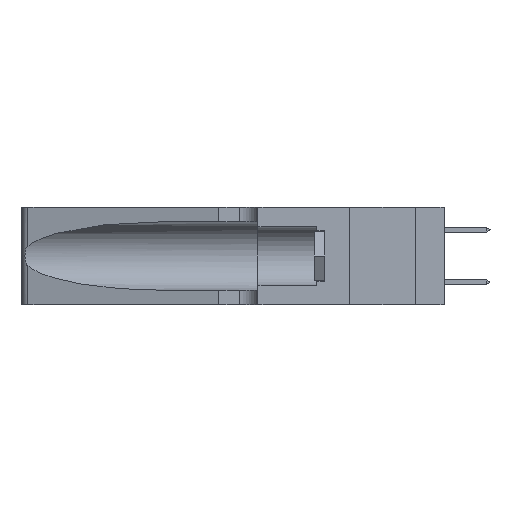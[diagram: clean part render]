
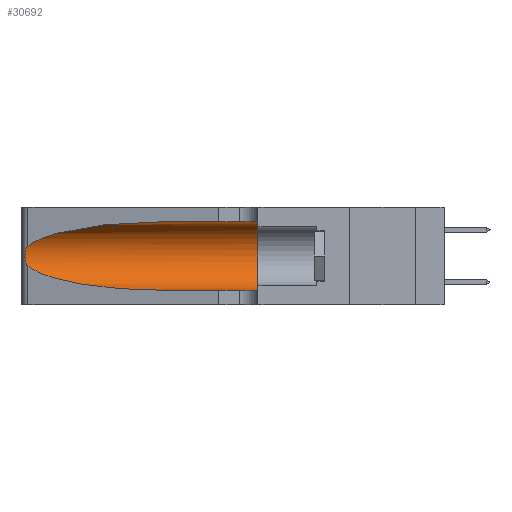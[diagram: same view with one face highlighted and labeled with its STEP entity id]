
A CAD part, left-side view. The second image highlights one B-rep face of the part: STEP entity #30692.
In plain terms, the highlighted cylindrical face has radius 3.308 mm (diameter 6.617 mm), a partial arc.
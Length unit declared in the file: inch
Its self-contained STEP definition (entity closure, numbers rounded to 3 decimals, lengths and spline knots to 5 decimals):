
#727 =( BOUNDED_CURVE ( )  B_SPLINE_CURVE ( 3, ( #28175, #27436, #21818, #20176 ),
 .UNSPECIFIED., .F., .F. ) 
 B_SPLINE_CURVE_WITH_KNOTS ( ( 4, 4 ),
 ( 3.44316, 4.71239 ),
 .UNSPECIFIED. ) 
 CURVE ( )  GEOMETRIC_REPRESENTATION_ITEM ( )  RATIONAL_B_SPLINE_CURVE ( ( 1., 0.87, 0.87, 1. ) ) 
 REPRESENTATION_ITEM ( '' )  );
#840 = CARTESIAN_POINT ( 'NONE',  ( 0.18966, 0.96281, 0.31525 ) ) ;
#2149 = EDGE_CURVE ( 'NONE', #22678, #13721, #17356, .T. ) ;
#2483 = CARTESIAN_POINT ( 'NONE',  ( 0.26075, 1.23896, 0.19203 ) ) ;
#2701 = CARTESIAN_POINT ( 'NONE',  ( 0.26075, 1.23896, 0.178 ) ) ;
#2811 = CARTESIAN_POINT ( 'NONE',  ( 0.26018, 1.23835, 0.19895 ) ) ;
#3131 = ORIENTED_EDGE ( 'NONE', *, *, #22212, .T. ) ;
#4338 = CARTESIAN_POINT ( 'NONE',  ( 0.1305, 0.35, 0.185 ) ) ;
#4978 = CIRCLE ( 'NONE', #20262, 0.13025 ) ;
#5413 = VERTEX_POINT ( 'NONE', #30669 ) ;
#5635 = VERTEX_POINT ( 'NONE', #16348 ) ;
#6277 = ORIENTED_EDGE ( 'NONE', *, *, #15899, .T. ) ;
#7448 = AXIS2_PLACEMENT_3D ( 'NONE', #31575, #29043, #31346 ) ;
#7890 = CARTESIAN_POINT ( 'NONE',  ( 0.25787, 1.23484, 0.2124 ) ) ;
#8425 = CARTESIAN_POINT ( 'NONE',  ( 0.1305, 1.61858, 0.05475 ) ) ;
#10578 = B_SPLINE_CURVE_WITH_KNOTS ( 'NONE', 3,
 ( #25920, #15293, #34013, #7890, #21560, #2811, #2483, #2701, #32225, #21327, #16195, #26977, #26870, #24297 ),
 .UNSPECIFIED., .F., .F.,
 ( 4, 2, 2, 2, 2, 2, 4 ),
 ( 0., 0.00027, 0.00053, 0.00107, 0.0016, 0.00187, 0.00214 ),
 .UNSPECIFIED. ) ;
#11005 = VERTEX_POINT ( 'NONE', #19491 ) ;
#11093 = CYLINDRICAL_SURFACE ( 'NONE', #7448, 0.13025 ) ;
#11724 = CARTESIAN_POINT ( 'NONE',  ( 0.2373, 1.15595, 0.28018 ) ) ;
#11807 = CARTESIAN_POINT ( 'NONE',  ( 0.1305, 0.72297, 0.05475 ) ) ;
#13249 = EDGE_CURVE ( 'NONE', #5413, #11005, #4978, .T. ) ;
#13721 = VERTEX_POINT ( 'NONE', #15546 ) ;
#15091 = VERTEX_POINT ( 'NONE', #11807 ) ;
#15282 = DIRECTION ( 'NONE',  ( 0., -1., 0. ) ) ;
#15293 = CARTESIAN_POINT ( 'NONE',  ( 0.25555, 1.22994, 0.2215 ) ) ;
#15546 = CARTESIAN_POINT ( 'NONE',  ( 0.25487, 1.22718, 0.22369 ) ) ;
#15899 = EDGE_CURVE ( 'NONE', #5635, #15091, #727, .T. ) ;
#16195 = CARTESIAN_POINT ( 'NONE',  ( 0.25789, 1.23486, 0.15765 ) ) ;
#16348 = CARTESIAN_POINT ( 'NONE',  ( 0.25487, 1.22718, 0.14631 ) ) ;
#16555 = CARTESIAN_POINT ( 'NONE',  ( 0.1305, 0.72297, 0.31525 ) ) ;
#16971 = CARTESIAN_POINT ( 'NONE',  ( 0.1305, 0.72297, 0.31525 ) ) ;
#16981 = EDGE_CURVE ( 'NONE', #13721, #5635, #10578, .T. ) ;
#17212 = EDGE_CURVE ( 'NONE', #22678, #5413, #25240, .T. ) ;
#17356 =( BOUNDED_CURVE ( )  B_SPLINE_CURVE ( 3, ( #16971, #840, #11724, #19236 ),
 .UNSPECIFIED., .F., .F. ) 
 B_SPLINE_CURVE_WITH_KNOTS ( ( 4, 4 ),
 ( 1.5708, 2.84003 ),
 .UNSPECIFIED. ) 
 CURVE ( )  GEOMETRIC_REPRESENTATION_ITEM ( )  RATIONAL_B_SPLINE_CURVE ( ( 1., 0.87, 0.87, 1. ) ) 
 REPRESENTATION_ITEM ( '' )  );
#17949 = CARTESIAN_POINT ( 'NONE',  ( 0.1305, 1.61858, 0.31525 ) ) ;
#18149 = ORIENTED_EDGE ( 'NONE', *, *, #17212, .F. ) ;
#19236 = CARTESIAN_POINT ( 'NONE',  ( 0.25487, 1.22718, 0.22369 ) ) ;
#19491 = CARTESIAN_POINT ( 'NONE',  ( 0.1305, 0.35, 0.05475 ) ) ;
#20176 = CARTESIAN_POINT ( 'NONE',  ( 0.1305, 0.72297, 0.05475 ) ) ;
#20262 = AXIS2_PLACEMENT_3D ( 'NONE', #4338, #23103, #22604 ) ;
#21327 = CARTESIAN_POINT ( 'NONE',  ( 0.25856, 1.23593, 0.16098 ) ) ;
#21560 = CARTESIAN_POINT ( 'NONE',  ( 0.25854, 1.2359, 0.20912 ) ) ;
#21818 = CARTESIAN_POINT ( 'NONE',  ( 0.18966, 0.96281, 0.05475 ) ) ;
#22092 = ORIENTED_EDGE ( 'NONE', *, *, #13249, .F. ) ;
#22212 = EDGE_CURVE ( 'NONE', #15091, #11005, #30090, .T. ) ;
#22604 = DIRECTION ( 'NONE',  ( 0., 0., 1. ) ) ;
#22678 = VERTEX_POINT ( 'NONE', #16555 ) ;
#23103 = DIRECTION ( 'NONE',  ( 0., 1., 0. ) ) ;
#24297 = CARTESIAN_POINT ( 'NONE',  ( 0.25487, 1.22718, 0.14631 ) ) ;
#24370 = ORIENTED_EDGE ( 'NONE', *, *, #2149, .T. ) ;
#24850 = VECTOR ( 'NONE', #15282, 39.37008 ) ;
#25240 = LINE ( 'NONE', #17949, #24850 ) ;
#25622 = EDGE_LOOP ( 'NONE', ( #24370, #27496, #6277, #3131, #22092, #18149 ) ) ;
#25739 = FACE_OUTER_BOUND ( 'NONE', #25622, .T. ) ;
#25920 = CARTESIAN_POINT ( 'NONE',  ( 0.25487, 1.22718, 0.22369 ) ) ;
#26870 = CARTESIAN_POINT ( 'NONE',  ( 0.25555, 1.22993, 0.14849 ) ) ;
#26977 = CARTESIAN_POINT ( 'NONE',  ( 0.25639, 1.23186, 0.15144 ) ) ;
#27436 = CARTESIAN_POINT ( 'NONE',  ( 0.2373, 1.15595, 0.08982 ) ) ;
#27496 = ORIENTED_EDGE ( 'NONE', *, *, #16981, .T. ) ;
#28175 = CARTESIAN_POINT ( 'NONE',  ( 0.25487, 1.22718, 0.14631 ) ) ;
#28424 = VECTOR ( 'NONE', #30190, 39.37008 ) ;
#29043 = DIRECTION ( 'NONE',  ( 0., -1., 0. ) ) ;
#30090 = LINE ( 'NONE', #8425, #28424 ) ;
#30190 = DIRECTION ( 'NONE',  ( 0., -1., 0. ) ) ;
#30669 = CARTESIAN_POINT ( 'NONE',  ( 0.1305, 0.35, 0.31525 ) ) ;
#30692 = ADVANCED_FACE ( 'NONE', ( #25739 ), #11093, .F. ) ;
#31346 = DIRECTION ( 'NONE',  ( 0., 0., -1. ) ) ;
#31575 = CARTESIAN_POINT ( 'NONE',  ( 0.1305, 1.61858, 0.185 ) ) ;
#32225 = CARTESIAN_POINT ( 'NONE',  ( 0.26017, 1.23833, 0.17102 ) ) ;
#34013 = CARTESIAN_POINT ( 'NONE',  ( 0.25639, 1.23184, 0.21858 ) ) ;
